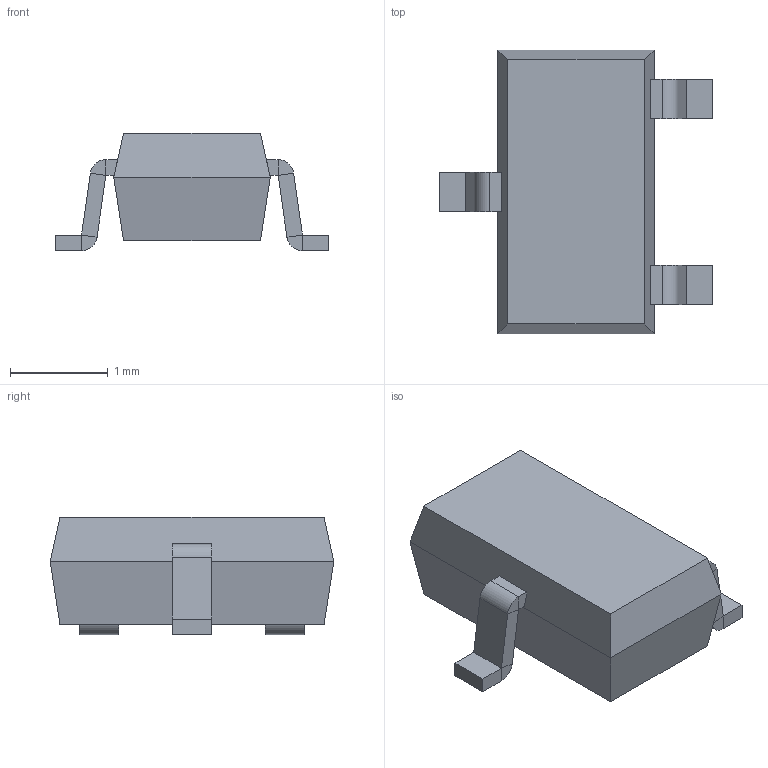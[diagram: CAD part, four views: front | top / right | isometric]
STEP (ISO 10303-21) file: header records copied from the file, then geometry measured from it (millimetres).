
FILE_DESCRIPTION (( 'STEP AP214' ), '1' );
FILE_NAME ('SOT-23-3_L2.9-W1.5-P1.90-LS2.8-BR-CW.STEP', '2021-12-26T10:50:43', ( '' ), ( '' ), 'SwSTEP 2.0', 'SolidWorks 2018', '' );
FILE_SCHEMA (( 'AUTOMOTIVE_DESIGN' ));
Length unit declared in the file: millimetre
Products named in the file (1): SOT-23-3_L2.9-W1.5-P1.90-LS2.8-BR-CW
Bounding box: 2.8 x 2.9 x 1.2 mm (x, y, z)
Volume: 4.9 mm3; surface area: 21.5 mm2
Topology: 1 solids, 1 shells, 126 faces, 290 edges, 176 vertices
Faces by surface type: plane 106, bspline 14, cylinder 6
Entity records: 4296 total; most frequent: CARTESIAN_POINT 1391, ORIENTED_EDGE 580, DIRECTION 500, EDGE_CURVE 290, LINE 250, VECTOR 250, VERTEX_POINT 176, EDGE_LOOP 136
